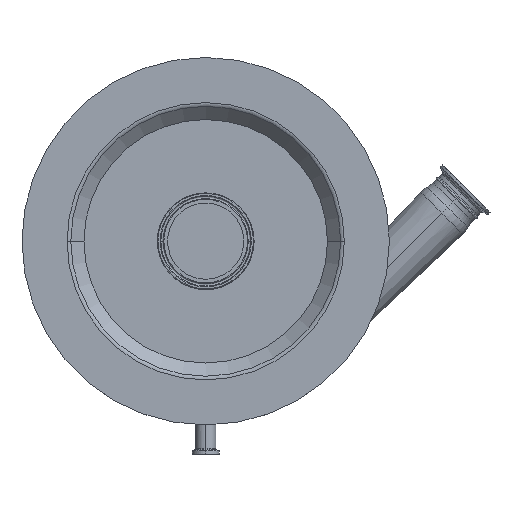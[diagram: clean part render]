
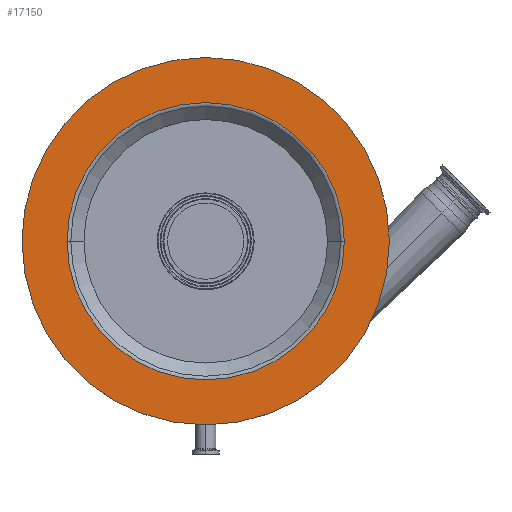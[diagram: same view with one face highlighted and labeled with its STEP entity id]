
A CAD part, top view. The second image highlights one B-rep face of the part: STEP entity #17150.
In plain terms, the highlighted planar face has unit normal (0, 0, 1).
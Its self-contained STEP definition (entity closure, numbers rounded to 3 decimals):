
#218 = DIRECTION ( 'NONE',  ( -1., 0., 0. ) ) ;
#685 = CARTESIAN_POINT ( 'NONE',  ( -132.071, 0., 67. ) ) ;
#1941 = DIRECTION ( 'NONE',  ( -1., 0., 0. ) ) ;
#2135 = PLANE ( 'NONE',  #18286 ) ;
#2250 = CARTESIAN_POINT ( 'NONE',  ( 0., 0., 67. ) ) ;
#2436 = VERTEX_POINT ( 'NONE', #11747 ) ;
#2679 = VERTEX_POINT ( 'NONE', #14087 ) ;
#2791 = CIRCLE ( 'NONE', #13678, 175. ) ;
#2891 = VERTEX_POINT ( 'NONE', #685 ) ;
#2967 = ORIENTED_EDGE ( 'NONE', *, *, #20122, .F. ) ;
#3170 = FACE_OUTER_BOUND ( 'NONE', #5327, .T. ) ;
#3676 = EDGE_CURVE ( 'NONE', #2891, #2436, #9854, .T. ) ;
#3684 = AXIS2_PLACEMENT_3D ( 'NONE', #13475, #14169, #12610 ) ;
#4921 = DIRECTION ( 'NONE',  ( 0., 0., -1. ) ) ;
#5327 = EDGE_LOOP ( 'NONE', ( #2967, #11181 ) ) ;
#5410 = CIRCLE ( 'NONE', #16925, 175. ) ;
#6467 = DIRECTION ( 'NONE',  ( -1., 0., 0. ) ) ;
#7871 = AXIS2_PLACEMENT_3D ( 'NONE', #9564, #15853, #6467 ) ;
#9460 = CARTESIAN_POINT ( 'NONE',  ( 175., 0., 67. ) ) ;
#9564 = CARTESIAN_POINT ( 'NONE',  ( 0., 0., 67. ) ) ;
#9854 = CIRCLE ( 'NONE', #7871, 132.071 ) ;
#10997 = FACE_BOUND ( 'NONE', #20330, .T. ) ;
#11002 = EDGE_CURVE ( 'NONE', #2436, #2891, #19170, .T. ) ;
#11181 = ORIENTED_EDGE ( 'NONE', *, *, #14518, .F. ) ;
#11305 = CARTESIAN_POINT ( 'NONE',  ( 0., 175., 67. ) ) ;
#11747 = CARTESIAN_POINT ( 'NONE',  ( 132.071, 0., 67. ) ) ;
#12610 = DIRECTION ( 'NONE',  ( -1., 0., 0. ) ) ;
#12777 = CARTESIAN_POINT ( 'NONE',  ( 0., 0., 67. ) ) ;
#13475 = CARTESIAN_POINT ( 'NONE',  ( 0., 0., 67. ) ) ;
#13576 = VERTEX_POINT ( 'NONE', #9460 ) ;
#13678 = AXIS2_PLACEMENT_3D ( 'NONE', #12777, #17519, #218 ) ;
#14087 = CARTESIAN_POINT ( 'NONE',  ( -175., 0., 67. ) ) ;
#14169 = DIRECTION ( 'NONE',  ( 0., 0., -1. ) ) ;
#14518 = EDGE_CURVE ( 'NONE', #13576, #2679, #2791, .T. ) ;
#14598 = ORIENTED_EDGE ( 'NONE', *, *, #11002, .T. ) ;
#14726 = DIRECTION ( 'NONE',  ( -1., 0., 0. ) ) ;
#14960 = ORIENTED_EDGE ( 'NONE', *, *, #3676, .T. ) ;
#15027 = DIRECTION ( 'NONE',  ( 0., 0., -1. ) ) ;
#15853 = DIRECTION ( 'NONE',  ( 0., 0., -1. ) ) ;
#16925 = AXIS2_PLACEMENT_3D ( 'NONE', #2250, #15027, #14726 ) ;
#17150 = ADVANCED_FACE ( 'NONE', ( #10997, #3170 ), #2135, .F. ) ;
#17519 = DIRECTION ( 'NONE',  ( 0., 0., -1. ) ) ;
#18286 = AXIS2_PLACEMENT_3D ( 'NONE', #11305, #4921, #1941 ) ;
#19170 = CIRCLE ( 'NONE', #3684, 132.071 ) ;
#20122 = EDGE_CURVE ( 'NONE', #2679, #13576, #5410, .T. ) ;
#20330 = EDGE_LOOP ( 'NONE', ( #14960, #14598 ) ) ;
